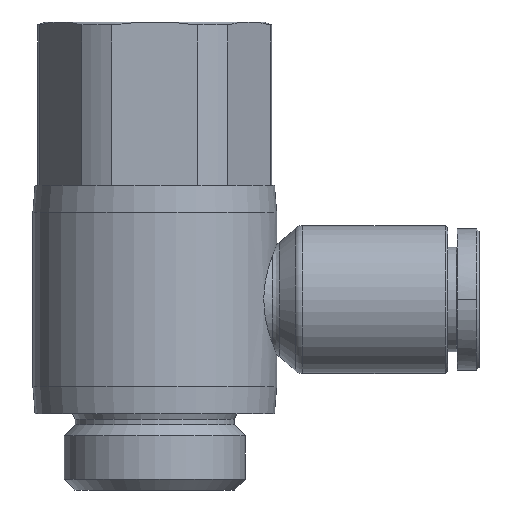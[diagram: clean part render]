
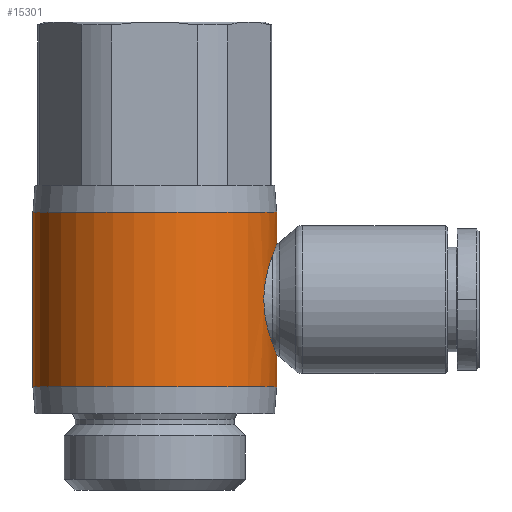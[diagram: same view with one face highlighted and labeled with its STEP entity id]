
A CAD part, front view. The second image highlights one B-rep face of the part: STEP entity #15301.
In plain terms, the highlighted cylindrical face has radius 11.2 mm (diameter 22.4 mm), a partial arc.
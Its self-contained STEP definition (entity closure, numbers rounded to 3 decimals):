
#327=CARTESIAN_POINT('',(-5.,0.,5.077));
#328=VERTEX_POINT('',#327);
#337=CARTESIAN_POINT('',(-5.,0.,-5.077));
#338=VERTEX_POINT('',#337);
#391=CARTESIAN_POINT('',(-5.,0.,8.));
#392=VERTEX_POINT('',#391);
#401=CARTESIAN_POINT('',(17.4,0.,8.));
#402=VERTEX_POINT('',#401);
#435=CARTESIAN_POINT('',(-5.,0.,-8.));
#436=VERTEX_POINT('',#435);
#452=CARTESIAN_POINT('',(17.4,0.,-8.));
#453=VERTEX_POINT('',#452);
#549=CARTESIAN_POINT('',(-5.,0.,-8.));
#550=DIRECTION('',(0.0,0.0,1.0));
#551=VECTOR('',#550,2.923);
#552=LINE('',#549,#551);
#553=EDGE_CURVE('',#436,#338,#552,.T.);
#556=CARTESIAN_POINT('',(17.4,0.,8.));
#557=DIRECTION('',(0.0,0.0,-1.0));
#558=VECTOR('',#557,16.0);
#559=LINE('',#556,#558);
#560=EDGE_CURVE('',#402,#453,#559,.T.);
#563=CARTESIAN_POINT('',(-5.,0.,5.077));
#564=DIRECTION('',(0.0,0.0,1.0));
#565=VECTOR('',#564,2.923);
#566=LINE('',#563,#565);
#567=EDGE_CURVE('',#328,#392,#566,.T.);
#15221=CARTESIAN_POINT('',(6.2,0.,0.));
#15222=DIRECTION('',(0.,0.,1.0));
#15223=DIRECTION('',(-1.0,0.0,0.0));
#15224=AXIS2_PLACEMENT_3D('',#15221,#15222,#15223);
#15225=CYLINDRICAL_SURFACE('',#15224,11.2);
#15226=ORIENTED_EDGE('',*,*,#553,.T.);
#15227=CARTESIAN_POINT('',(-4.616,2.907,-4.068));
#15228=VERTEX_POINT('',#15227);
#15229=CARTESIAN_POINT('',(-4.616,2.907,-4.068));
#15230=CARTESIAN_POINT('',(-4.694,2.617,-4.275));
#15231=CARTESIAN_POINT('',(-4.764,2.31,-4.459));
#15232=CARTESIAN_POINT('',(-4.871,1.717,-4.739));
#15233=CARTESIAN_POINT('',(-4.911,1.439,-4.844));
#15234=CARTESIAN_POINT('',(-4.964,0.923,-4.983));
#15235=CARTESIAN_POINT('',(-4.981,0.691,-5.027));
#15236=CARTESIAN_POINT('',(-4.997,0.31,-5.068));
#15237=CARTESIAN_POINT('',(-5.,0.164,-5.076));
#15238=CARTESIAN_POINT('',(-5.,0.012,-5.077));
#15239=CARTESIAN_POINT('',(-5.,0.006,-5.077));
#15240=CARTESIAN_POINT('',(-5.,0.,-5.077));
#15241=B_SPLINE_CURVE_WITH_KNOTS('',3,(#15229,#15230,#15231,#15232,#15233,#15234,#15235,#15236,#15237,#15238,#15239,#15240),.UNSPECIFIED.,.F.,.U.,(4,2,2,2,2,4),(-6.334,-5.24,-4.338,-3.626,-3.185,-3.167),.UNSPECIFIED.);
#15242=EDGE_CURVE('',#15228,#338,#15241,.T.);
#15243=ORIENTED_EDGE('',*,*,#15242,.F.);
#15244=CARTESIAN_POINT('',(-4.616,2.907,4.068));
#15245=VERTEX_POINT('',#15244);
#15246=CARTESIAN_POINT('',(-4.616,2.907,4.068));
#15247=CARTESIAN_POINT('',(-4.555,3.135,3.905));
#15248=CARTESIAN_POINT('',(-4.49,3.346,3.725));
#15249=CARTESIAN_POINT('',(-4.354,3.755,3.316));
#15250=CARTESIAN_POINT('',(-4.278,3.962,3.068));
#15251=CARTESIAN_POINT('',(-4.132,4.327,2.526));
#15252=CARTESIAN_POINT('',(-4.063,4.486,2.233));
#15253=CARTESIAN_POINT('',(-3.947,4.742,1.619));
#15254=CARTESIAN_POINT('',(-3.9,4.84,1.297));
#15255=CARTESIAN_POINT('',(-3.838,4.969,0.647));
#15256=CARTESIAN_POINT('',(-3.822,5.0,0.319));
#15257=CARTESIAN_POINT('',(-3.822,5.0,0.));
#15258=CARTESIAN_POINT('',(-3.822,5.0,-0.319));
#15259=CARTESIAN_POINT('',(-3.838,4.969,-0.647));
#15260=CARTESIAN_POINT('',(-3.9,4.84,-1.297));
#15261=CARTESIAN_POINT('',(-3.947,4.742,-1.619));
#15262=CARTESIAN_POINT('',(-4.063,4.486,-2.233));
#15263=CARTESIAN_POINT('',(-4.132,4.327,-2.526));
#15264=CARTESIAN_POINT('',(-4.278,3.962,-3.068));
#15265=CARTESIAN_POINT('',(-4.354,3.755,-3.316));
#15266=CARTESIAN_POINT('',(-4.49,3.346,-3.725));
#15267=CARTESIAN_POINT('',(-4.555,3.135,-3.905));
#15268=CARTESIAN_POINT('',(-4.616,2.907,-4.068));
#15269=B_SPLINE_CURVE_WITH_KNOTS('',3,(#15246,#15247,#15248,#15249,#15250,#15251,#15252,#15253,#15254,#15255,#15256,#15257,#15258,#15259,#15260,#15261,#15262,#15263,#15264,#15265,#15266,#15267,#15268),.UNSPECIFIED.,.F.,.U.,(4,2,2,2,2,3,2,2,2,2,4),(-4.655,-3.83,-2.872,-1.915,-0.957,0.0,0.957,1.915,2.872,3.83,4.655),.UNSPECIFIED.);
#15270=EDGE_CURVE('',#15245,#15228,#15269,.T.);
#15271=ORIENTED_EDGE('',*,*,#15270,.F.);
#15272=CARTESIAN_POINT('',(-5.,0.,5.077));
#15273=CARTESIAN_POINT('',(-5.,0.138,5.077));
#15274=CARTESIAN_POINT('',(-4.997,0.276,5.07));
#15275=CARTESIAN_POINT('',(-4.984,0.634,5.035));
#15276=CARTESIAN_POINT('',(-4.97,0.851,4.997));
#15277=CARTESIAN_POINT('',(-4.885,1.735,4.776));
#15278=CARTESIAN_POINT('',(-4.765,2.354,4.463));
#15279=CARTESIAN_POINT('',(-4.616,2.907,4.068));
#15280=B_SPLINE_CURVE_WITH_KNOTS('',3,(#15272,#15273,#15274,#15275,#15276,#15277,#15278,#15279),.UNSPECIFIED.,.F.,.U.,(4,2,2,4),(-3.167,-2.752,-2.086,0.0),.UNSPECIFIED.);
#15281=EDGE_CURVE('',#328,#15245,#15280,.T.);
#15282=ORIENTED_EDGE('',*,*,#15281,.F.);
#15283=ORIENTED_EDGE('',*,*,#567,.T.);
#15284=CARTESIAN_POINT('',(6.2,0.,8.));
#15285=DIRECTION('',(0.0,0.0,1.0));
#15286=DIRECTION('',(-1.0,0.0,0.0));
#15287=AXIS2_PLACEMENT_3D('',#15284,#15285,#15286);
#15288=CIRCLE('',#15287,11.2);
#15289=EDGE_CURVE('',#402,#392,#15288,.T.);
#15290=ORIENTED_EDGE('',*,*,#15289,.F.);
#15291=ORIENTED_EDGE('',*,*,#560,.T.);
#15292=CARTESIAN_POINT('',(6.2,0.,-8.));
#15293=DIRECTION('',(0.0,0.0,1.0));
#15294=DIRECTION('',(-1.0,0.0,0.0));
#15295=AXIS2_PLACEMENT_3D('',#15292,#15293,#15294);
#15296=CIRCLE('',#15295,11.2);
#15297=EDGE_CURVE('',#453,#436,#15296,.T.);
#15298=ORIENTED_EDGE('',*,*,#15297,.T.);
#15299=EDGE_LOOP('',(#15226,#15243,#15271,#15282,#15283,#15290,#15291,#15298));
#15300=FACE_OUTER_BOUND('',#15299,.T.);
#15301=ADVANCED_FACE('',(#15300),#15225,.T.);
